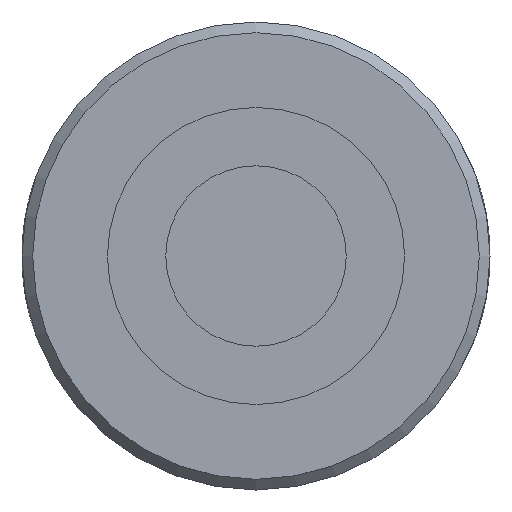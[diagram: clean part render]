
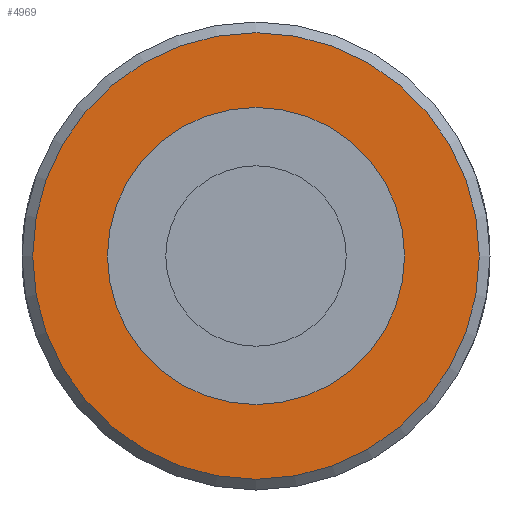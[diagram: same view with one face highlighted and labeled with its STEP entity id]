
A CAD part, left-side view. The second image highlights one B-rep face of the part: STEP entity #4969.
In plain terms, the highlighted planar face has unit normal (-1, 0, 0).
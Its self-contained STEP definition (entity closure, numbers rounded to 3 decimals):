
#121=PLANE('',#5279);
#263=CIRCLE('',#5276,22.225);
#265=CIRCLE('',#5280,33.4);
#305=FACE_BOUND('',#1661,.T.);
#1341=FACE_OUTER_BOUND('',#1660,.T.);
#1660=EDGE_LOOP('',(#4618));
#1661=EDGE_LOOP('',(#4619));
#2441=VERTEX_POINT('',#47915);
#2443=VERTEX_POINT('',#47922);
#3171=EDGE_CURVE('',#2441,#2441,#263,.T.);
#3174=EDGE_CURVE('',#2443,#2443,#265,.T.);
#4618=ORIENTED_EDGE('',*,*,#3174,.F.);
#4619=ORIENTED_EDGE('',*,*,#3171,.T.);
#4969=ADVANCED_FACE('',(#1341,#305),#121,.T.);
#5276=AXIS2_PLACEMENT_3D('',#47916,#6114,#6115);
#5279=AXIS2_PLACEMENT_3D('',#47921,#6121,#6122);
#5280=AXIS2_PLACEMENT_3D('',#47923,#6123,#6124);
#6114=DIRECTION('center_axis',(1.,0.,0.));
#6115=DIRECTION('ref_axis',(0.,0.,1.));
#6121=DIRECTION('center_axis',(-1.,0.,0.));
#6122=DIRECTION('ref_axis',(0.,0.,1.));
#6123=DIRECTION('center_axis',(1.,0.,0.));
#6124=DIRECTION('ref_axis',(0.,-1.,0.));
#47915=CARTESIAN_POINT('',(0.,0.,-22.225));
#47916=CARTESIAN_POINT('Origin',(0.,0.,0.));
#47921=CARTESIAN_POINT('Origin',(0.,24.188,0.));
#47922=CARTESIAN_POINT('',(0.,33.4,0.));
#47923=CARTESIAN_POINT('Origin',(0.,0.,0.));
